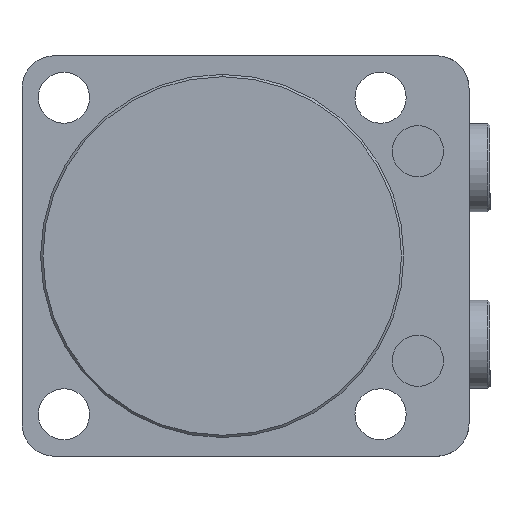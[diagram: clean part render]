
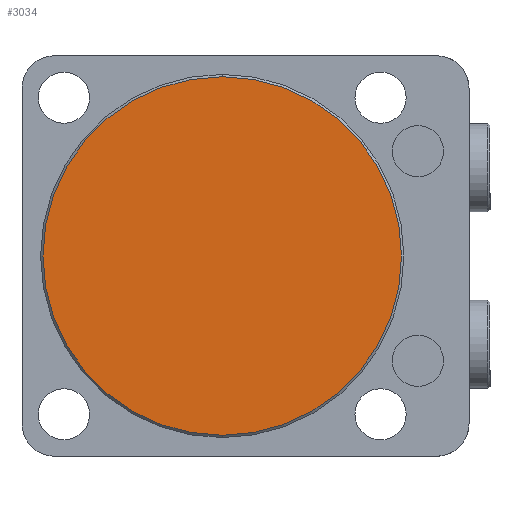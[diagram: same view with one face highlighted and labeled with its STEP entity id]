
A CAD part, front view. The second image highlights one B-rep face of the part: STEP entity #3034.
In plain terms, the highlighted planar face has unit normal (0, -1, 0).
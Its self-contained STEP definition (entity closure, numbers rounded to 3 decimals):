
#472 = CARTESIAN_POINT ( 'NONE',  ( 0., 0., 38.5 ) ) ;
#518 = CARTESIAN_POINT ( 'NONE',  ( 0., 0., -38.5 ) ) ;
#781 = EDGE_LOOP ( 'NONE', ( #2329, #2181 ) ) ;
#1224 = DIRECTION ( 'NONE',  ( 0., 0., 1. ) ) ;
#1225 = DIRECTION ( 'NONE',  ( 0., 1., 0. ) ) ;
#1228 = PLANE ( 'NONE',  #3510 ) ;
#1236 = CARTESIAN_POINT ( 'NONE',  ( 0., 0., 0. ) ) ;
#1414 = DIRECTION ( 'NONE',  ( 0., 0., 1. ) ) ;
#1418 = DIRECTION ( 'NONE',  ( 0., -1., 0. ) ) ;
#1419 = CARTESIAN_POINT ( 'NONE',  ( 0., 0., 0. ) ) ;
#1597 = EDGE_CURVE ( 'NONE', #2712, #2660, #3756, .T. ) ;
#1805 = FACE_OUTER_BOUND ( 'NONE', #781, .T. ) ;
#2181 = ORIENTED_EDGE ( 'NONE', *, *, #2853, .T. ) ;
#2329 = ORIENTED_EDGE ( 'NONE', *, *, #1597, .T. ) ;
#2660 = VERTEX_POINT ( 'NONE', #518 ) ;
#2712 = VERTEX_POINT ( 'NONE', #472 ) ;
#2853 = EDGE_CURVE ( 'NONE', #2660, #2712, #3163, .T. ) ;
#3034 = ADVANCED_FACE ( 'NONE', ( #1805 ), #1228, .F. ) ;
#3148 = DIRECTION ( 'NONE',  ( 0., 0., 1. ) ) ;
#3150 = DIRECTION ( 'NONE',  ( 0., -1., 0. ) ) ;
#3151 = CARTESIAN_POINT ( 'NONE',  ( 0., 0., 0. ) ) ;
#3163 = CIRCLE ( 'NONE', #3486, 38.5 ) ;
#3453 = AXIS2_PLACEMENT_3D ( 'NONE', #3151, #3150, #3148 ) ;
#3486 = AXIS2_PLACEMENT_3D ( 'NONE', #1419, #1418, #1414 ) ;
#3510 = AXIS2_PLACEMENT_3D ( 'NONE', #1236, #1225, #1224 ) ;
#3756 = CIRCLE ( 'NONE', #3453, 38.5 ) ;
